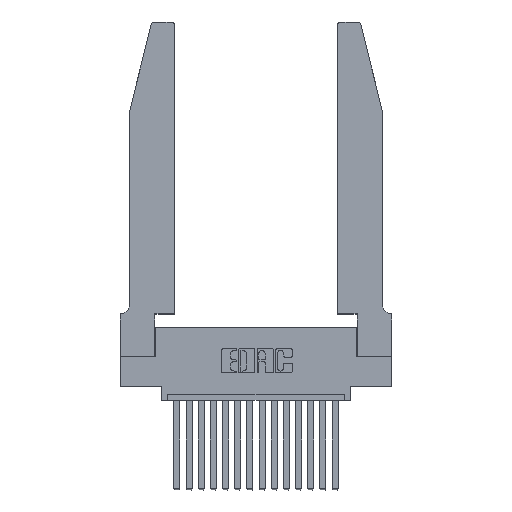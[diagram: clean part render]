
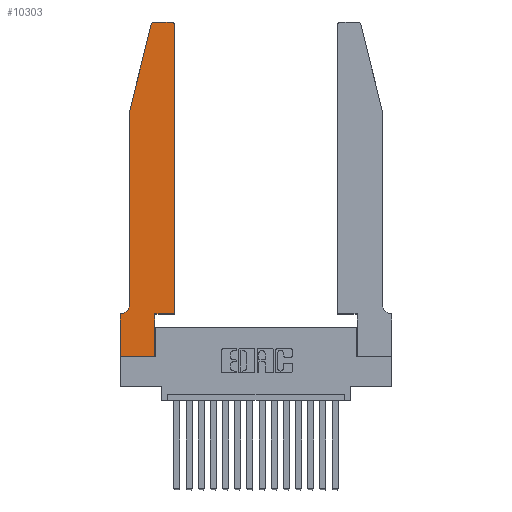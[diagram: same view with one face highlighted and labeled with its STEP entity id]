
A CAD part, top view. The second image highlights one B-rep face of the part: STEP entity #10303.
In plain terms, the highlighted planar face has unit normal (0, 0, 1).
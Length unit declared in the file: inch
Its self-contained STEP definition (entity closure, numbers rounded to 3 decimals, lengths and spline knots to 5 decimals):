
#57 = VERTEX_POINT ( 'NONE', #11392 ) ;
#185 = VERTEX_POINT ( 'NONE', #17297 ) ;
#237 = EDGE_CURVE ( 'NONE', #15580, #11080, #18642, .T. ) ;
#332 = VECTOR ( 'NONE', #5224, 39.37008 ) ;
#454 = EDGE_CURVE ( 'NONE', #8055, #16992, #7583, .T. ) ;
#893 = ORIENTED_EDGE ( 'NONE', *, *, #12438, .T. ) ;
#905 = EDGE_CURVE ( 'NONE', #16992, #9205, #9904, .T. ) ;
#1152 = LINE ( 'NONE', #7650, #8308 ) ;
#1407 = DIRECTION ( 'NONE',  ( 1., 0., 0. ) ) ;
#1640 = VECTOR ( 'NONE', #13804, 39.37008 ) ;
#1651 = AXIS2_PLACEMENT_3D ( 'NONE', #9659, #9715, #15434 ) ;
#1654 = EDGE_CURVE ( 'NONE', #13756, #2954, #12558, .T. ) ;
#2017 = CARTESIAN_POINT ( 'NONE',  ( 0., 0.35, 0.37 ) ) ;
#2108 = VERTEX_POINT ( 'NONE', #2017 ) ;
#2190 = ORIENTED_EDGE ( 'NONE', *, *, #905, .T. ) ;
#2879 = CARTESIAN_POINT ( 'NONE',  ( 0.0055, 0.35, 0.37 ) ) ;
#2954 = VERTEX_POINT ( 'NONE', #18736 ) ;
#3047 = CARTESIAN_POINT ( 'NONE',  ( 0., 0., 0.37 ) ) ;
#3223 = CARTESIAN_POINT ( 'NONE',  ( 0.0055, 0.42, 0.37 ) ) ;
#3259 = ORIENTED_EDGE ( 'NONE', *, *, #11725, .T. ) ;
#4036 = ORIENTED_EDGE ( 'NONE', *, *, #454, .T. ) ;
#4606 = EDGE_CURVE ( 'NONE', #2108, #14840, #16554, .T. ) ;
#4691 = CARTESIAN_POINT ( 'NONE',  ( 0.2865, 0.35, 0.37 ) ) ;
#4728 = CARTESIAN_POINT ( 'NONE',  ( 0., 0., 0.37 ) ) ;
#5224 = DIRECTION ( 'NONE',  ( 1., 0., 0. ) ) ;
#5253 = DIRECTION ( 'NONE',  ( 1., 0., 0. ) ) ;
#5587 = LINE ( 'NONE', #6617, #1640 ) ;
#5819 = PLANE ( 'NONE',  #8628 ) ;
#5923 = ORIENTED_EDGE ( 'NONE', *, *, #1654, .T. ) ;
#6022 = DIRECTION ( 'NONE',  ( 0., -1., 0. ) ) ;
#6033 = VECTOR ( 'NONE', #10206, 39.37008 ) ;
#6171 = ORIENTED_EDGE ( 'NONE', *, *, #15456, .T. ) ;
#6186 = VECTOR ( 'NONE', #10895, 39.37008 ) ;
#6528 = CARTESIAN_POINT ( 'NONE',  ( 0.0755, 0.35, 0.37 ) ) ;
#6617 = CARTESIAN_POINT ( 'NONE',  ( 0.2605, 2.75, 0.37 ) ) ;
#6618 = CARTESIAN_POINT ( 'NONE',  ( 0.0755, 2., 0.37 ) ) ;
#7025 = CARTESIAN_POINT ( 'NONE',  ( 0.2865, 0., 0.37 ) ) ;
#7583 = LINE ( 'NONE', #16642, #12441 ) ;
#7650 = CARTESIAN_POINT ( 'NONE',  ( 0.0755, 2., 0.37 ) ) ;
#8055 = VERTEX_POINT ( 'NONE', #6618 ) ;
#8075 = VECTOR ( 'NONE', #14969, 39.37008 ) ;
#8130 = EDGE_CURVE ( 'NONE', #11080, #57, #8642, .T. ) ;
#8195 = DIRECTION ( 'NONE',  ( 1., 0., 0. ) ) ;
#8308 = VECTOR ( 'NONE', #17911, 39.37008 ) ;
#8440 = ORIENTED_EDGE ( 'NONE', *, *, #8804, .T. ) ;
#8537 = VECTOR ( 'NONE', #6022, 39.37008 ) ;
#8628 = AXIS2_PLACEMENT_3D ( 'NONE', #16964, #18172, #1407 ) ;
#8642 = LINE ( 'NONE', #11046, #332 ) ;
#8804 = EDGE_CURVE ( 'NONE', #14840, #15580, #19002, .T. ) ;
#9080 = DIRECTION ( 'NONE',  ( -1., 0., 0. ) ) ;
#9205 = VERTEX_POINT ( 'NONE', #2879 ) ;
#9659 = CARTESIAN_POINT ( 'NONE',  ( 0.4205, 2.72, 0.37 ) ) ;
#9715 = DIRECTION ( 'NONE',  ( 0., 0., 1. ) ) ;
#9904 = CIRCLE ( 'NONE', #15103, 0.07 ) ;
#10206 = DIRECTION ( 'NONE',  ( 0., 1., 0. ) ) ;
#10212 = CIRCLE ( 'NONE', #1651, 0.03 ) ;
#10303 = ADVANCED_FACE ( 'NONE', ( #11117 ), #5819, .T. ) ;
#10700 = VECTOR ( 'NONE', #8195, 39.37008 ) ;
#10803 = ORIENTED_EDGE ( 'NONE', *, *, #17077, .T. ) ;
#10895 = DIRECTION ( 'NONE',  ( -1., 0., 0. ) ) ;
#11046 = CARTESIAN_POINT ( 'NONE',  ( 0.4505, 0.35, 0.37 ) ) ;
#11076 = LINE ( 'NONE', #18761, #6033 ) ;
#11080 = VERTEX_POINT ( 'NONE', #18245 ) ;
#11117 = FACE_OUTER_BOUND ( 'NONE', #11371, .T. ) ;
#11371 = EDGE_LOOP ( 'NONE', ( #3259, #5923, #893, #4036, #2190, #17172, #11934, #8440, #15612, #17253, #10803, #6171 ) ) ;
#11377 = CARTESIAN_POINT ( 'NONE',  ( 0.4205, 2.75, 0.37 ) ) ;
#11392 = CARTESIAN_POINT ( 'NONE',  ( 0.4505, 0.35, 0.37 ) ) ;
#11725 = EDGE_CURVE ( 'NONE', #18214, #13756, #5587, .T. ) ;
#11934 = ORIENTED_EDGE ( 'NONE', *, *, #4606, .T. ) ;
#12103 = CARTESIAN_POINT ( 'NONE',  ( 0.284, 2.72, 0.37 ) ) ;
#12438 = EDGE_CURVE ( 'NONE', #2954, #8055, #1152, .T. ) ;
#12441 = VECTOR ( 'NONE', #18107, 39.37008 ) ;
#12558 = CIRCLE ( 'NONE', #16825, 0.03 ) ;
#12856 = EDGE_CURVE ( 'NONE', #9205, #2108, #14699, .T. ) ;
#13348 = CARTESIAN_POINT ( 'NONE',  ( 0.284, 2.75, 0.37 ) ) ;
#13569 = DIRECTION ( 'NONE',  ( 0., 0., 1. ) ) ;
#13756 = VERTEX_POINT ( 'NONE', #13348 ) ;
#13804 = DIRECTION ( 'NONE',  ( -1., 0., 0. ) ) ;
#14457 = CARTESIAN_POINT ( 'NONE',  ( 0.0755, 0.42, 0.37 ) ) ;
#14699 = LINE ( 'NONE', #6528, #6186 ) ;
#14840 = VERTEX_POINT ( 'NONE', #3047 ) ;
#14969 = DIRECTION ( 'NONE',  ( 0., 1., 0. ) ) ;
#15103 = AXIS2_PLACEMENT_3D ( 'NONE', #3223, #17629, #9080 ) ;
#15434 = DIRECTION ( 'NONE',  ( 1., 0., 0. ) ) ;
#15456 = EDGE_CURVE ( 'NONE', #185, #18214, #10212, .T. ) ;
#15580 = VERTEX_POINT ( 'NONE', #7025 ) ;
#15612 = ORIENTED_EDGE ( 'NONE', *, *, #237, .T. ) ;
#16554 = LINE ( 'NONE', #4728, #8537 ) ;
#16642 = CARTESIAN_POINT ( 'NONE',  ( 0.0755, 2., 0.37 ) ) ;
#16825 = AXIS2_PLACEMENT_3D ( 'NONE', #12103, #13569, #5253 ) ;
#16964 = CARTESIAN_POINT ( 'NONE',  ( 0., 0.35, 0.37 ) ) ;
#16992 = VERTEX_POINT ( 'NONE', #14457 ) ;
#17077 = EDGE_CURVE ( 'NONE', #57, #185, #11076, .T. ) ;
#17172 = ORIENTED_EDGE ( 'NONE', *, *, #12856, .T. ) ;
#17253 = ORIENTED_EDGE ( 'NONE', *, *, #8130, .T. ) ;
#17297 = CARTESIAN_POINT ( 'NONE',  ( 0.4505, 2.72, 0.37 ) ) ;
#17629 = DIRECTION ( 'NONE',  ( 0., 0., -1. ) ) ;
#17911 = DIRECTION ( 'NONE',  ( -0.239, -0.971, 0. ) ) ;
#18107 = DIRECTION ( 'NONE',  ( 0., -1., 0. ) ) ;
#18172 = DIRECTION ( 'NONE',  ( 0., 0., 1. ) ) ;
#18214 = VERTEX_POINT ( 'NONE', #11377 ) ;
#18245 = CARTESIAN_POINT ( 'NONE',  ( 0.2865, 0.35, 0.37 ) ) ;
#18642 = LINE ( 'NONE', #4691, #8075 ) ;
#18656 = CARTESIAN_POINT ( 'NONE',  ( 0., 0., 0.37 ) ) ;
#18736 = CARTESIAN_POINT ( 'NONE',  ( 0.25487, 2.72718, 0.37 ) ) ;
#18761 = CARTESIAN_POINT ( 'NONE',  ( 0.4505, 0.35, 0.37 ) ) ;
#19002 = LINE ( 'NONE', #18656, #10700 ) ;
